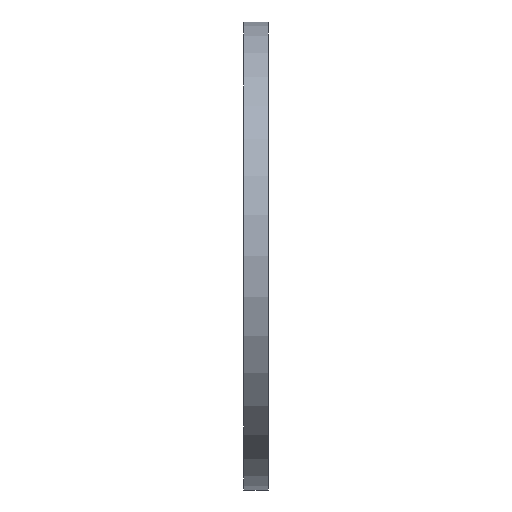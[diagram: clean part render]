
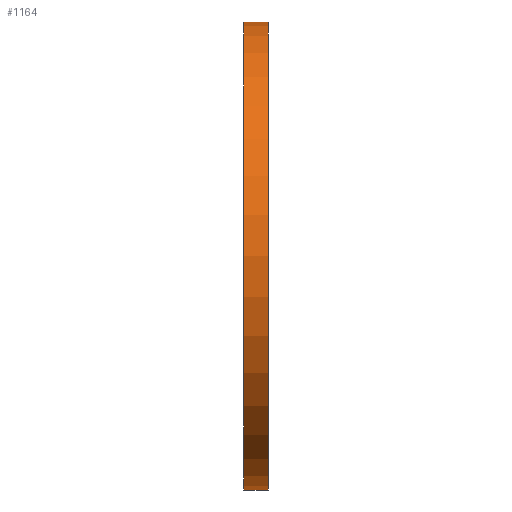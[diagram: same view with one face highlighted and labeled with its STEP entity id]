
A CAD part, left-side view. The second image highlights one B-rep face of the part: STEP entity #1164.
In plain terms, the highlighted cylindrical face has radius 75 mm (diameter 150 mm), a partial arc.
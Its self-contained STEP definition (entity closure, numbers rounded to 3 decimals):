
#32 = EDGE_CURVE ( 'NONE', #1029, #862, #14235, .T. ) ;
#567 = CIRCLE ( 'NONE', #10108, 75. ) ;
#862 = VERTEX_POINT ( 'NONE', #3249 ) ;
#1029 = VERTEX_POINT ( 'NONE', #5785 ) ;
#1164 = ADVANCED_FACE ( 'NONE', ( #10298 ), #2645, .T. ) ;
#1425 = DIRECTION ( 'NONE',  ( 0., -1., 0. ) ) ;
#1561 = CARTESIAN_POINT ( 'NONE',  ( 0., 4., 0. ) ) ;
#2645 = CYLINDRICAL_SURFACE ( 'NONE', #7784, 75. ) ;
#3097 = DIRECTION ( 'NONE',  ( 0., 0., 1. ) ) ;
#3249 = CARTESIAN_POINT ( 'NONE',  ( 0., -4., 75. ) ) ;
#3321 = CARTESIAN_POINT ( 'NONE',  ( 0., 4., -75. ) ) ;
#3605 = ORIENTED_EDGE ( 'NONE', *, *, #4415, .T. ) ;
#4080 = CARTESIAN_POINT ( 'NONE',  ( 0., -4., -75. ) ) ;
#4113 = DIRECTION ( 'NONE',  ( 0., -1., 0. ) ) ;
#4415 = EDGE_CURVE ( 'NONE', #9393, #862, #567, .T. ) ;
#4463 = CIRCLE ( 'NONE', #11607, 75. ) ;
#4723 = VECTOR ( 'NONE', #1425, 1000. ) ;
#5473 = EDGE_CURVE ( 'NONE', #9925, #1029, #4463, .T. ) ;
#5785 = CARTESIAN_POINT ( 'NONE',  ( 0., 4., 75. ) ) ;
#5864 = VECTOR ( 'NONE', #7467, 1000. ) ;
#6283 = CARTESIAN_POINT ( 'NONE',  ( 0., 4., -75. ) ) ;
#6416 = DIRECTION ( 'NONE',  ( 0., 1., 0. ) ) ;
#6611 = ORIENTED_EDGE ( 'NONE', *, *, #32, .F. ) ;
#7467 = DIRECTION ( 'NONE',  ( 0., -1., 0. ) ) ;
#7784 = AXIS2_PLACEMENT_3D ( 'NONE', #13292, #4113, #10110 ) ;
#9113 = EDGE_LOOP ( 'NONE', ( #6611, #12250, #13894, #3605 ) ) ;
#9393 = VERTEX_POINT ( 'NONE', #4080 ) ;
#9925 = VERTEX_POINT ( 'NONE', #3321 ) ;
#10108 = AXIS2_PLACEMENT_3D ( 'NONE', #13795, #10245, #3097 ) ;
#10110 = DIRECTION ( 'NONE',  ( 0., 0., -1. ) ) ;
#10245 = DIRECTION ( 'NONE',  ( 0., 1., 0. ) ) ;
#10298 = FACE_OUTER_BOUND ( 'NONE', #9113, .T. ) ;
#11086 = LINE ( 'NONE', #6283, #5864 ) ;
#11607 = AXIS2_PLACEMENT_3D ( 'NONE', #1561, #6416, #12326 ) ;
#12250 = ORIENTED_EDGE ( 'NONE', *, *, #5473, .F. ) ;
#12326 = DIRECTION ( 'NONE',  ( 0., 0., 1. ) ) ;
#13274 = CARTESIAN_POINT ( 'NONE',  ( 0., 4., 75. ) ) ;
#13292 = CARTESIAN_POINT ( 'NONE',  ( 0., 4., 0. ) ) ;
#13795 = CARTESIAN_POINT ( 'NONE',  ( 0., -4., 0. ) ) ;
#13894 = ORIENTED_EDGE ( 'NONE', *, *, #15021, .T. ) ;
#14235 = LINE ( 'NONE', #13274, #4723 ) ;
#15021 = EDGE_CURVE ( 'NONE', #9925, #9393, #11086, .T. ) ;
